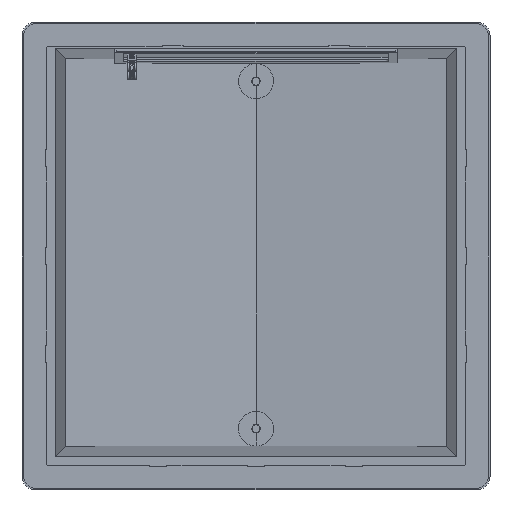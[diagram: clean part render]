
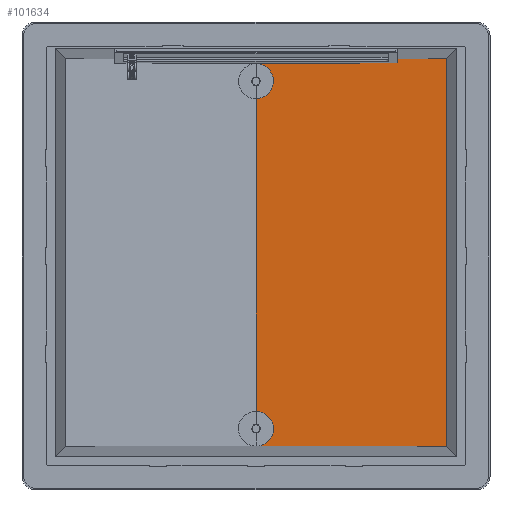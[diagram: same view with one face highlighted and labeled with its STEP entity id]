
A CAD part, front view. The second image highlights one B-rep face of the part: STEP entity #101634.
In plain terms, the highlighted planar face has unit normal (-0.07, -0.998, 0).
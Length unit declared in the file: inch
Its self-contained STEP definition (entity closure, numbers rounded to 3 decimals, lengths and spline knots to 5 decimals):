
#144 = ORIENTED_EDGE ( 'NONE', *, *, #145025, .T. ) ;
#2488 = VECTOR ( 'NONE', #26736, 39.37008 ) ;
#3061 = PLANE ( 'NONE',  #112568 ) ;
#4163 = CARTESIAN_POINT ( 'NONE',  ( 0., 82.49693, 27.61102 ) ) ;
#4876 = CARTESIAN_POINT ( 'NONE',  ( 0., 82.49693, 30. ) ) ;
#7860 = CARTESIAN_POINT ( 'NONE',  ( 0., 82.49693, -27.23595 ) ) ;
#11786 = CARTESIAN_POINT ( 'NONE',  ( 0.7812, 82.4421, 24.64261 ) ) ;
#13811 = DIRECTION ( 'NONE',  ( 0., 0., -1. ) ) ;
#14283 = CARTESIAN_POINT ( 'NONE',  ( 0.7812, 82.4421, 25.42381 ) ) ;
#15169 = CARTESIAN_POINT ( 'NONE',  ( 5.76397, 82.09244, 27.61851 ) ) ;
#15651 = CARTESIAN_POINT ( 'NONE',  ( 5.68686, 82.09785, -27.24334 ) ) ;
#15896 = DIRECTION ( 'NONE',  ( -0.998, 0.07, 0. ) ) ;
#16231 = LINE ( 'NONE', #4876, #136473 ) ;
#16413 = LINE ( 'NONE', #15651, #117578 ) ;
#24372 = DIRECTION ( 'NONE',  ( 0.998, -0.07, 0.001 ) ) ;
#25482 = CARTESIAN_POINT ( 'NONE',  ( 0., 82.49693, 25.42381 ) ) ;
#25540 = CARTESIAN_POINT ( 'NONE',  ( 0., 82.49693, 30. ) ) ;
#26736 = DIRECTION ( 'NONE',  ( -0.998, 0.07, -0.001 ) ) ;
#27297 =( BOUNDED_CURVE ( )  B_SPLINE_CURVE ( 3, ( #59983, #108442, #105443, #96335 ),
 .UNSPECIFIED., .F., .F. ) 
 B_SPLINE_CURVE_WITH_KNOTS ( ( 4, 4 ),
 ( 4.71239, 7.85398 ),
 .UNSPECIFIED. ) 
 CURVE ( )  GEOMETRIC_REPRESENTATION_ITEM ( )  RATIONAL_B_SPLINE_CURVE ( ( 1., 0.333, 0.333, 1. ) ) 
 REPRESENTATION_ITEM ( '' )  );
#27309 = CARTESIAN_POINT ( 'NONE',  ( 5.76089, 82.09265, 30. ) ) ;
#27839 = ORIENTED_EDGE ( 'NONE', *, *, #68510, .T. ) ;
#31617 = LINE ( 'NONE', #121761, #129272 ) ;
#31669 = VERTEX_POINT ( 'NONE', #55818 ) ;
#35136 = LINE ( 'NONE', #83532, #56587 ) ;
#35450 = VERTEX_POINT ( 'NONE', #25482 ) ;
#36781 = CARTESIAN_POINT ( 'NONE',  ( 27.27139, 80.58314, -27.27139 ) ) ;
#40242 = EDGE_CURVE ( 'NONE', #61049, #113483, #84162, .T. ) ;
#41888 = EDGE_CURVE ( 'NONE', #31669, #102004, #27297, .T. ) ;
#43789 = DIRECTION ( 'NONE',  ( 0., 0., -1. ) ) ;
#49504 = VERTEX_POINT ( 'NONE', #88186 ) ;
#55818 = CARTESIAN_POINT ( 'NONE',  ( 0., 82.49693, -24.34673 ) ) ;
#56587 = VECTOR ( 'NONE', #13811, 39.37008 ) ;
#56716 = CARTESIAN_POINT ( 'NONE',  ( 20.25, 81.07587, 27.63733 ) ) ;
#58748 = VECTOR ( 'NONE', #132598, 39.37008 ) ;
#59983 = CARTESIAN_POINT ( 'NONE',  ( 0., 82.49693, -24.34673 ) ) ;
#60380 = LINE ( 'NONE', #25540, #118944 ) ;
#61049 = VERTEX_POINT ( 'NONE', #4163 ) ;
#62373 = ORIENTED_EDGE ( 'NONE', *, *, #89973, .T. ) ;
#63434 = EDGE_CURVE ( 'NONE', #102004, #98597, #16231, .T. ) ;
#65745 = CARTESIAN_POINT ( 'NONE',  ( 20.25, 81.07587, 28.26244 ) ) ;
#66238 = ORIENTED_EDGE ( 'NONE', *, *, #91631, .F. ) ;
#68510 = EDGE_CURVE ( 'NONE', #49504, #31669, #60380, .T. ) ;
#70805 = VERTEX_POINT ( 'NONE', #143695 ) ;
#71590 = EDGE_CURVE ( 'NONE', #70805, #81085, #31617, .T. ) ;
#71697 = DIRECTION ( 'NONE',  ( 0., 0., -1. ) ) ;
#75706 = CARTESIAN_POINT ( 'NONE',  ( 0., 82.49693, 30. ) ) ;
#81085 = VERTEX_POINT ( 'NONE', #36781 ) ;
#83532 = CARTESIAN_POINT ( 'NONE',  ( 20.25, 81.07587, 30. ) ) ;
#84162 = LINE ( 'NONE', #15169, #117776 ) ;
#86404 = LINE ( 'NONE', #75706, #58748 ) ;
#88186 = CARTESIAN_POINT ( 'NONE',  ( 0., 82.49693, 24.64261 ) ) ;
#89973 = EDGE_CURVE ( 'NONE', #35450, #49504, #122834, .T. ) ;
#91631 = EDGE_CURVE ( 'NONE', #81085, #98597, #16413, .T. ) ;
#94630 = CARTESIAN_POINT ( 'NONE',  ( 0., 82.49693, -25.12793 ) ) ;
#94673 = ORIENTED_EDGE ( 'NONE', *, *, #40242, .F. ) ;
#96335 = CARTESIAN_POINT ( 'NONE',  ( 0., 82.49693, -25.12793 ) ) ;
#97068 = DIRECTION ( 'NONE',  ( 0.07, 0.998, 0. ) ) ;
#98597 = VERTEX_POINT ( 'NONE', #7860 ) ;
#101634 = ADVANCED_FACE ( 'NONE', ( #119776 ), #3061, .F. ) ;
#102004 = VERTEX_POINT ( 'NONE', #94630 ) ;
#102312 = ORIENTED_EDGE ( 'NONE', *, *, #41888, .T. ) ;
#105443 = CARTESIAN_POINT ( 'NONE',  ( 0.7812, 82.4421, -25.12793 ) ) ;
#105759 = CARTESIAN_POINT ( 'NONE',  ( 0., 82.49693, 24.64261 ) ) ;
#106389 = ORIENTED_EDGE ( 'NONE', *, *, #63434, .T. ) ;
#106656 = DIRECTION ( 'NONE',  ( -0.998, 0.07, 0.001 ) ) ;
#107506 = CARTESIAN_POINT ( 'NONE',  ( 0., 82.49693, 25.42381 ) ) ;
#108442 = CARTESIAN_POINT ( 'NONE',  ( 0.7812, 82.4421, -24.34673 ) ) ;
#112568 = AXIS2_PLACEMENT_3D ( 'NONE', #27309, #97068, #15896 ) ;
#113483 = VERTEX_POINT ( 'NONE', #56716 ) ;
#115744 = EDGE_CURVE ( 'NONE', #70805, #127792, #121405, .T. ) ;
#117578 = VECTOR ( 'NONE', #106656, 39.37008 ) ;
#117776 = VECTOR ( 'NONE', #24372, 39.37008 ) ;
#117956 = ORIENTED_EDGE ( 'NONE', *, *, #115744, .T. ) ;
#118165 = EDGE_CURVE ( 'NONE', #61049, #35450, #86404, .T. ) ;
#118944 = VECTOR ( 'NONE', #71697, 39.37008 ) ;
#119776 = FACE_OUTER_BOUND ( 'NONE', #139977, .T. ) ;
#121405 = LINE ( 'NONE', #143350, #2488 ) ;
#121761 = CARTESIAN_POINT ( 'NONE',  ( 27.27139, 80.58314, 30. ) ) ;
#122834 =( BOUNDED_CURVE ( )  B_SPLINE_CURVE ( 3, ( #107506, #14283, #11786, #105759 ),
 .UNSPECIFIED., .F., .T. ) 
 B_SPLINE_CURVE_WITH_KNOTS ( ( 4, 4 ),
 ( 4.71239, 7.85398 ),
 .UNSPECIFIED. ) 
 CURVE ( )  GEOMETRIC_REPRESENTATION_ITEM ( )  RATIONAL_B_SPLINE_CURVE ( ( 1., 0.333, 0.333, 1. ) ) 
 REPRESENTATION_ITEM ( '' )  );
#126368 = DIRECTION ( 'NONE',  ( 0., 0., -1. ) ) ;
#127792 = VERTEX_POINT ( 'NONE', #65745 ) ;
#129272 = VECTOR ( 'NONE', #43789, 39.37008 ) ;
#132598 = DIRECTION ( 'NONE',  ( 0., 0., -1. ) ) ;
#136473 = VECTOR ( 'NONE', #126368, 39.37008 ) ;
#139977 = EDGE_LOOP ( 'NONE', ( #27839, #102312, #106389, #66238, #147684, #117956, #144, #94673, #147181, #62373 ) ) ;
#143350 = CARTESIAN_POINT ( 'NONE',  ( 5.76316, 82.09249, 28.24361 ) ) ;
#143695 = CARTESIAN_POINT ( 'NONE',  ( 27.27139, 80.58314, 28.27157 ) ) ;
#145025 = EDGE_CURVE ( 'NONE', #127792, #113483, #35136, .T. ) ;
#147181 = ORIENTED_EDGE ( 'NONE', *, *, #118165, .T. ) ;
#147684 = ORIENTED_EDGE ( 'NONE', *, *, #71590, .F. ) ;
